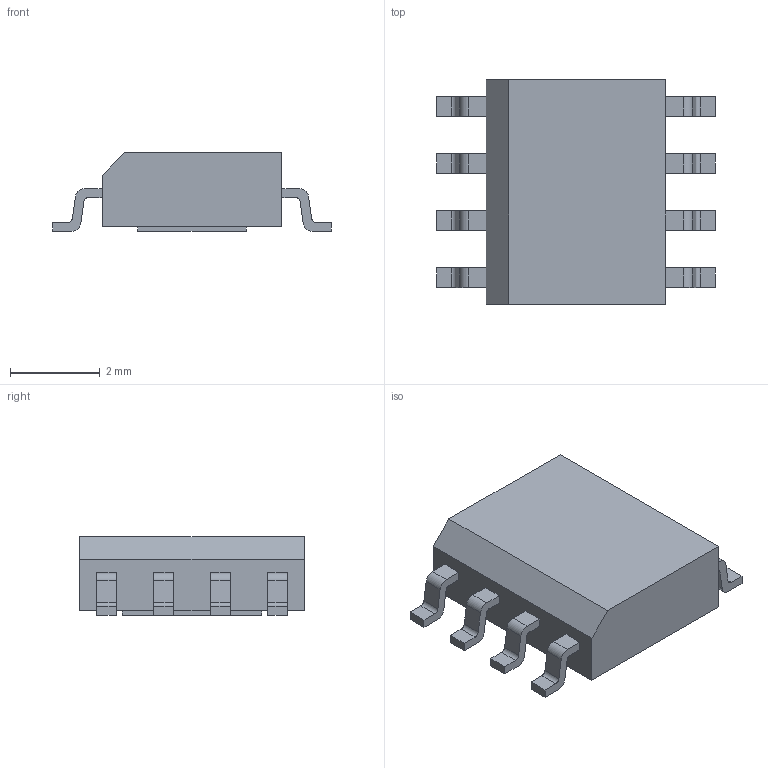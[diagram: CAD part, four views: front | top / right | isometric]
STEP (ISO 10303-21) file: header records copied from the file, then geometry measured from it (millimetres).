
FILE_DESCRIPTION(('FreeCAD Model'),'2;1');
FILE_NAME('User Library-HSOP8_Fuss_hsop8___ _________011_sp.step','2017-07-09T20:50:57',('kicad StepUp'),('ksu MCAD' ),'Open CASCADE STEP processor 6.8','FreeCAD','Unknown');
FILE_SCHEMA(('AUTOMOTIVE_DESIGN_CC2 { 1 2 10303 214 -1 1 5 4 }'));
Length unit declared in the file: millimetre
Products named in the file (2): ASSEMBLY; User_Library-HSOP8_Fuss_hsop8_____________011_sp
Assembly tree (1 placements, depth 2):
  ASSEMBLY
    User_Library-HSOP8_Fuss_hsop8_____________011_sp
Bounding box: 6.2 x 5 x 1.75 mm (x, y, z)
Volume: 34.3 mm3; surface area: 86.2 mm2
Topology: 1 solids, 1 shells, 116 faces, 315 edges, 210 vertices
Faces by surface type: plane 84, cylinder 32
Entity records: 4486 total; most frequent: CARTESIAN_POINT 643, ORIENTED_EDGE 630, DIRECTION 615, EDGE_CURVE 315, LINE 251, VECTOR 251, VERTEX_POINT 210, AXIS2_PLACEMENT_3D 182
